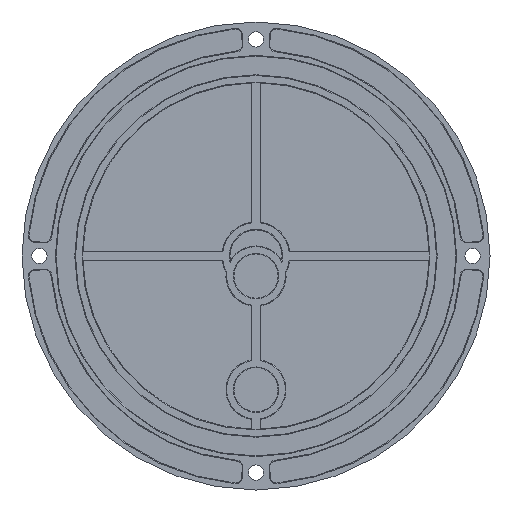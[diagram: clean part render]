
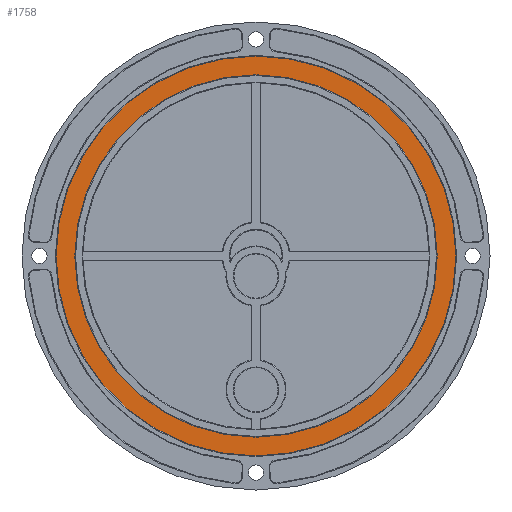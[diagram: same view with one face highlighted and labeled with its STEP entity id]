
A CAD part, front view. The second image highlights one B-rep face of the part: STEP entity #1758.
In plain terms, the highlighted planar face has unit normal (0, -1, 0).
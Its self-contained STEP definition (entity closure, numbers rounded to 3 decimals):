
#329 = EDGE_CURVE ( 'NONE', #1841, #1841, #4691, .T. ) ;
#745 = AXIS2_PLACEMENT_3D ( 'NONE', #4857, #4847, #4839 ) ;
#951 = CARTESIAN_POINT ( 'NONE',  ( 0., -12., 0. ) ) ;
#1119 = PLANE ( 'NONE',  #4900 ) ;
#1381 = AXIS2_PLACEMENT_3D ( 'NONE', #1524, #2705, #4846 ) ;
#1458 = EDGE_CURVE ( 'NONE', #1667, #1667, #3747, .T. ) ;
#1524 = CARTESIAN_POINT ( 'NONE',  ( 0., -12., 0. ) ) ;
#1667 = VERTEX_POINT ( 'NONE', #3986 ) ;
#1758 = ADVANCED_FACE ( 'NONE', ( #4223, #4699 ), #1119, .T. ) ;
#1841 = VERTEX_POINT ( 'NONE', #4573 ) ;
#2705 = DIRECTION ( 'NONE',  ( 0., 1., 0. ) ) ;
#3589 = EDGE_LOOP ( 'NONE', ( #3836 ) ) ;
#3747 = CIRCLE ( 'NONE', #1381, 135.5 ) ;
#3761 = ORIENTED_EDGE ( 'NONE', *, *, #329, .T. ) ;
#3836 = ORIENTED_EDGE ( 'NONE', *, *, #1458, .T. ) ;
#3975 = EDGE_LOOP ( 'NONE', ( #3761 ) ) ;
#3986 = CARTESIAN_POINT ( 'NONE',  ( 0., -12., -135.5 ) ) ;
#4194 = DIRECTION ( 'NONE',  ( 0., -1., 0. ) ) ;
#4223 = FACE_OUTER_BOUND ( 'NONE', #3975, .T. ) ;
#4475 = DIRECTION ( 'NONE',  ( 0., 0., -1. ) ) ;
#4573 = CARTESIAN_POINT ( 'NONE',  ( 0., -12., -149.5 ) ) ;
#4691 = CIRCLE ( 'NONE', #745, 149.5 ) ;
#4699 = FACE_BOUND ( 'NONE', #3589, .T. ) ;
#4839 = DIRECTION ( 'NONE',  ( 0., 0., -1. ) ) ;
#4846 = DIRECTION ( 'NONE',  ( 0., 0., -1. ) ) ;
#4847 = DIRECTION ( 'NONE',  ( 0., -1., 0. ) ) ;
#4857 = CARTESIAN_POINT ( 'NONE',  ( 0., -12., 0. ) ) ;
#4900 = AXIS2_PLACEMENT_3D ( 'NONE', #951, #4194, #4475 ) ;
